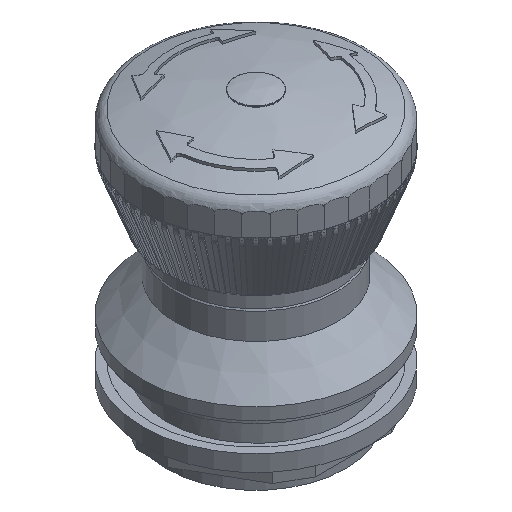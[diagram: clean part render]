
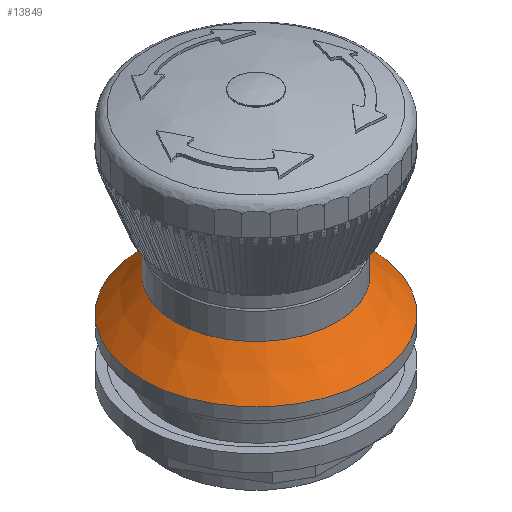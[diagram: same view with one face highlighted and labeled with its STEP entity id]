
A CAD part, isometric view. The second image highlights one B-rep face of the part: STEP entity #13849.
In plain terms, the highlighted conical face has half-angle 45 degrees and reference radius 11.963 mm.
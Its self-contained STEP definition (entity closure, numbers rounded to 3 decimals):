
#238=CONICAL_SURFACE($,#14783,11.962,45.);
#2590=FACE_BOUND($,#3568,.T.);
#2709=FACE_OUTER_BOUND($,#3567,.T.);
#3567=EDGE_LOOP($,(#9350));
#3568=EDGE_LOOP($,(#9351));
#4431=CIRCLE($,#14782,9.925);
#4432=CIRCLE($,#14784,14.);
#5366=VERTEX_POINT($,#21486);
#5367=VERTEX_POINT($,#21489);
#6891=EDGE_CURVE($,#5366,#5366,#4431,.T.);
#6892=EDGE_CURVE($,#5367,#5367,#4432,.T.);
#9350=ORIENTED_EDGE($,*,*,#6892,.F.);
#9351=ORIENTED_EDGE($,*,*,#6891,.T.);
#13849=ADVANCED_FACE($,(#2709,#2590),#238,.T.);
#14782=AXIS2_PLACEMENT_3D($,#21487,#16707,#16708);
#14783=AXIS2_PLACEMENT_3D($,#21488,#16709,#16710);
#14784=AXIS2_PLACEMENT_3D($,#21490,#16711,#16712);
#16707=DIRECTION('center_axis',(0.,0.,
-1.));
#16708=DIRECTION('ref_axis',(0.,-1.,0.));
#16709=DIRECTION('center_axis',(0.,0.,
-1.));
#16710=DIRECTION('ref_axis',(0.,-1.,0.));
#16711=DIRECTION('center_axis',(0.,0.,
-1.));
#16712=DIRECTION('ref_axis',(0.,-1.,0.));
#21486=CARTESIAN_POINT('',(0.,-9.925,5.575));
#21487=CARTESIAN_POINT('Origin',(0.,0.,
5.575));
#21488=CARTESIAN_POINT('Origin',(0.,0.,
3.537));
#21489=CARTESIAN_POINT('',(0.,-14.,1.5));
#21490=CARTESIAN_POINT('Origin',(0.,0.,
1.5));
